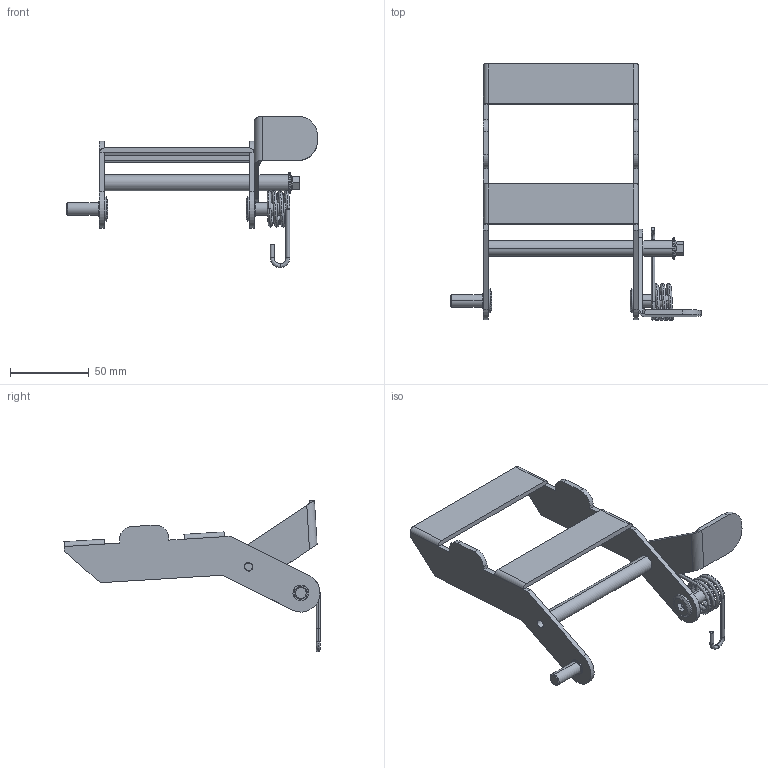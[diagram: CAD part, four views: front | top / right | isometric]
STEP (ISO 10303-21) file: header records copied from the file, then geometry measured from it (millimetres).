
FILE_DESCRIPTION (( 'STEP AP214' ), '1' );
FILE_NAME ('gas pedal 2.STEP', '2024-02-19T18:58:19', ( '' ), ( '' ), 'SwSTEP 2.0', 'SolidWorks 2017', '' );
FILE_SCHEMA (( 'AUTOMOTIVE_DESIGN' ));
Length unit declared in the file: inch
Products named in the file (10): pedal bolt; pedal spring_2; gas pedal 2; pedal_Gas; hex flange screw_am_B18.2.3.4M - Hex flange screw, M6 x 1.0 x 12 --12N
Assembly tree (5 placements, depth 2):
  pedal bolt
  gas pedal 2
    pedal_Gas
    hex flange screw_am_B18.2.3.4M - Hex flange screw, M6 x 1.0 x 12 --12N
    pedal bolt  x2
    pedal spring_2
  pedal_Gas
  pedal bolt
  pedal spring_2
Bounding box: 158.9 x 162.27 x 95.93 mm (x, y, z)
Volume: 57256.1 mm3; surface area: 44075.5 mm2
Topology: 5 solids, 5 shells, 180 faces, 430 edges, 262 vertices
Faces by surface type: plane 88, cylinder 49, cone 22, bspline 21
Entity records: 11111 total; most frequent: CARTESIAN_POINT 5406, ORIENTED_EDGE 732, DIRECTION 705, EDGE_CURVE 366, AXIS2_PLACEMENT_3D 257, VERTEX_POINT 225, VECTOR 191, LINE 191
